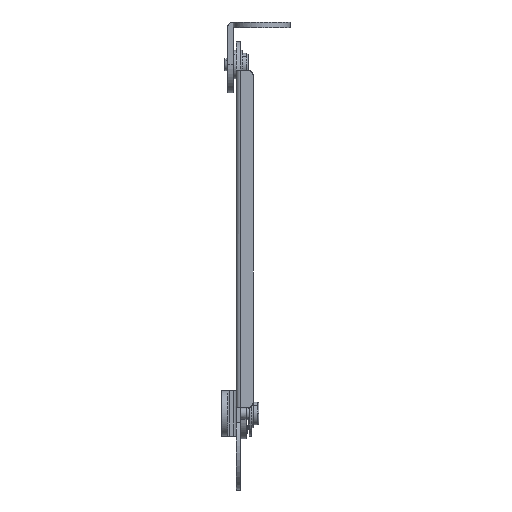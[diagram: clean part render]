
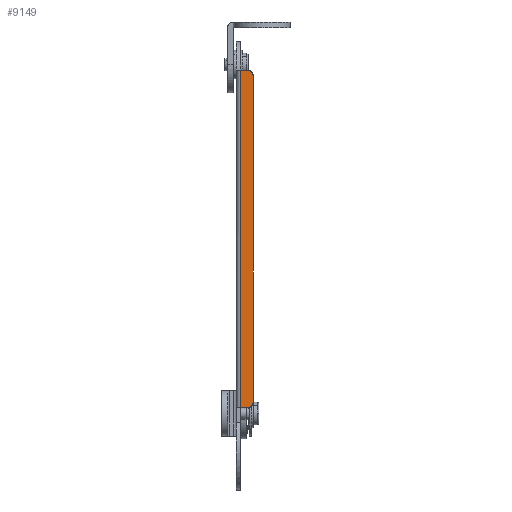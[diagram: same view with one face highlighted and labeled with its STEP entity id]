
A CAD part, front view. The second image highlights one B-rep face of the part: STEP entity #9149.
In plain terms, the highlighted free-form (B-spline) face has degree [1, 1] with [2, 2] control points.
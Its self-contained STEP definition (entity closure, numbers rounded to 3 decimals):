
#8412=CARTESIAN_POINT('',(6.5,-11.6,-121.));
#8413=VERTEX_POINT('',#8412);
#8424=CARTESIAN_POINT('',(6.5,-11.6,-2.0));
#8425=VERTEX_POINT('',#8424);
#8426=CARTESIAN_POINT('',(6.5,-11.6,-2.0));
#8427=CARTESIAN_POINT('',(6.5,-11.6,-121.));
#8428=QUASI_UNIFORM_CURVE('',1,(#8426,#8427),.UNSPECIFIED.,.F.,.U.);
#8429=EDGE_CURVE('',#8425,#8413,#8428,.T.);
#8459=CARTESIAN_POINT('',(11.0,-11.6,-4.0));
#8460=VERTEX_POINT('',#8459);
#8461=CARTESIAN_POINT('',(9.,-11.6,-2.0));
#8462=VERTEX_POINT('',#8461);
#8463=CARTESIAN_POINT('',(11.0,-11.6,-4.0));
#8464=CARTESIAN_POINT('',(11.,-11.6,-3.804));
#8465=CARTESIAN_POINT('',(10.942,-11.6,-3.411));
#8466=CARTESIAN_POINT('',(10.659,-11.6,-2.813));
#8467=CARTESIAN_POINT('',(10.164,-11.6,-2.317));
#8468=CARTESIAN_POINT('',(9.556,-11.6,-2.048));
#8469=CARTESIAN_POINT('',(9.164,-11.6,-2.));
#8470=CARTESIAN_POINT('',(9.,-11.6,-2.0));
#8471=B_SPLINE_CURVE_WITH_KNOTS('',3,(#8463,#8464,#8465,#8466,#8467,#8468,#8469,#8470),.UNSPECIFIED.,.F.,.U.,(4,1,1,1,1,4),(0.,0.589,1.178,1.964,2.651,3.142),.UNSPECIFIED.);
#8472=EDGE_CURVE('',#8460,#8462,#8471,.T.);
#8643=CARTESIAN_POINT('',(11.0,-11.6,-119.));
#8644=VERTEX_POINT('',#8643);
#8650=CARTESIAN_POINT('',(9.,-11.6,-121.));
#8651=VERTEX_POINT('',#8650);
#8652=CARTESIAN_POINT('',(9.,-11.6,-121.));
#8653=CARTESIAN_POINT('',(9.36,-11.6,-121.001));
#8654=CARTESIAN_POINT('',(10.014,-11.6,-120.818));
#8655=CARTESIAN_POINT('',(10.609,-11.6,-120.252));
#8656=CARTESIAN_POINT('',(10.927,-11.6,-119.638));
#8657=CARTESIAN_POINT('',(11.,-11.6,-119.245));
#8658=CARTESIAN_POINT('',(11.0,-11.6,-119.));
#8659=B_SPLINE_CURVE_WITH_KNOTS('',3,(#8652,#8653,#8654,#8655,#8656,#8657,#8658),.UNSPECIFIED.,.F.,.U.,(4,1,1,1,4),(0.,1.08,1.964,2.405,3.142),.UNSPECIFIED.);
#8660=EDGE_CURVE('',#8651,#8644,#8659,.T.);
#9113=CARTESIAN_POINT('',(11.0,-11.6,-119.));
#9114=CARTESIAN_POINT('',(11.0,-11.6,-4.0));
#9115=QUASI_UNIFORM_CURVE('',1,(#9113,#9114),.UNSPECIFIED.,.F.,.U.);
#9116=EDGE_CURVE('',#8644,#8460,#9115,.T.);
#9128=CARTESIAN_POINT('',(6.275,-11.6,3.944));
#9129=CARTESIAN_POINT('',(6.275,-11.6,-126.944));
#9130=CARTESIAN_POINT('',(11.225,-11.6,3.944));
#9131=CARTESIAN_POINT('',(11.225,-11.6,-126.944));
#9132=B_SPLINE_SURFACE_WITH_KNOTS('',1,1,((#9128,#9130),(#9129,#9131)),.UNSPECIFIED.,.F.,.F.,.U.,(2,2),(2,2),(0.0,130.888),(0.0,4.95),.UNSPECIFIED.);
#9133=CARTESIAN_POINT('',(9.,-11.6,-2.0));
#9134=CARTESIAN_POINT('',(6.5,-11.6,-2.0));
#9135=QUASI_UNIFORM_CURVE('',1,(#9133,#9134),.UNSPECIFIED.,.F.,.U.);
#9136=EDGE_CURVE('',#8462,#8425,#9135,.T.);
#9137=ORIENTED_EDGE('',*,*,#9136,.T.);
#9138=ORIENTED_EDGE('',*,*,#8429,.T.);
#9139=CARTESIAN_POINT('',(9.,-11.6,-121.));
#9140=CARTESIAN_POINT('',(6.5,-11.6,-121.));
#9141=QUASI_UNIFORM_CURVE('',1,(#9139,#9140),.UNSPECIFIED.,.F.,.U.);
#9142=EDGE_CURVE('',#8651,#8413,#9141,.T.);
#9143=ORIENTED_EDGE('',*,*,#9142,.F.);
#9144=ORIENTED_EDGE('',*,*,#8660,.T.);
#9145=ORIENTED_EDGE('',*,*,#9116,.T.);
#9146=ORIENTED_EDGE('',*,*,#8472,.T.);
#9147=EDGE_LOOP('',(#9137,#9138,#9143,#9144,#9145,#9146));
#9148=FACE_OUTER_BOUND('',#9147,.T.);
#9149=ADVANCED_FACE('',(#9148),#9132,.T.);
